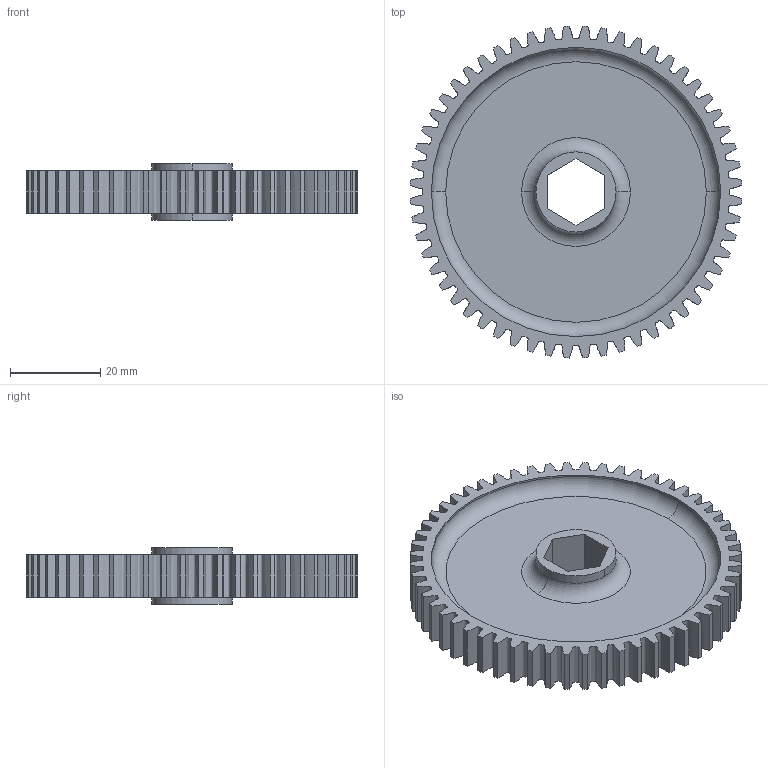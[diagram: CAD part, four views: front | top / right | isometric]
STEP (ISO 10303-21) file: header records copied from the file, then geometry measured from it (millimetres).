
FILE_DESCRIPTION (( 'STEP AP214' ), '1' );
FILE_NAME ('WCP-0185 Rev1.STEP', '2019-12-24T17:50:09', ( '' ), ( '' ), 'SwSTEP 2.0', 'SolidWorks 2018', '' );
FILE_SCHEMA (( 'AUTOMOTIVE_DESIGN' ));
Length unit declared in the file: inch
Products named in the file (1): WCP-0185 Rev1
Bounding box: 73.6 x 73.6 x 12.6 mm (x, y, z)
Volume: 17377.1 mm3; surface area: 13833.7 mm2
Topology: 1 solids, 1 shells, 140 faces, 398 edges, 264 vertices
Faces by surface type: cylinder 64, bspline 56, plane 12, torus 8
Entity records: 18642 total; most frequent: CARTESIAN_POINT 15195, ORIENTED_EDGE 796, DIRECTION 604, EDGE_CURVE 398, VERTEX_POINT 264, AXIS2_PLACEMENT_3D 233, CIRCLE 148, EDGE_LOOP 146
